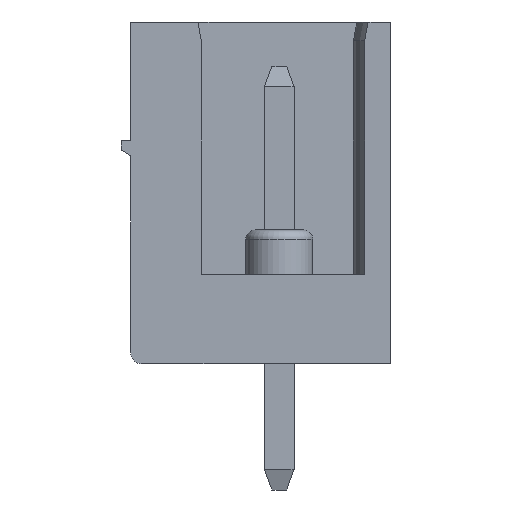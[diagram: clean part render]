
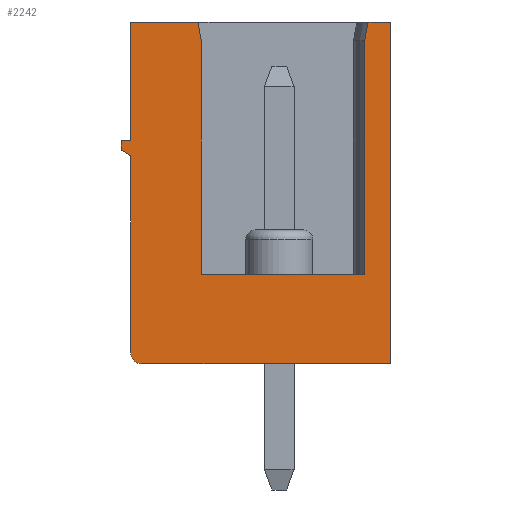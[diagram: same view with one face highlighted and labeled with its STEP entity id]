
A CAD part, left-side view. The second image highlights one B-rep face of the part: STEP entity #2242.
In plain terms, the highlighted planar face has unit normal (-1, 0, 0).
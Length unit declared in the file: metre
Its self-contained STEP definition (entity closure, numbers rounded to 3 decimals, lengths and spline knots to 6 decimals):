
#2242=ADVANCED_FACE('',(#4531),#4532,.F.);
#4531=FACE_OUTER_BOUND('',#6811,.T.);
#4532=PLANE('',#6812);
#6811=EDGE_LOOP('',(#13536,#13537,#13538,#13539,#13540,#13541,#13542,#13543,#13544,#13545,#13546,#13547,#13548,#13549,#13550));
#6812=AXIS2_PLACEMENT_3D('',#13551,#13552,#13553);
#13536=ORIENTED_EDGE('',*,*,#13592,.T.);
#13537=ORIENTED_EDGE('',*,*,#13923,.F.);
#13538=ORIENTED_EDGE('',*,*,#13839,.F.);
#13539=ORIENTED_EDGE('',*,*,#13635,.F.);
#13540=ORIENTED_EDGE('',*,*,#16179,.T.);
#13541=ORIENTED_EDGE('',*,*,#16124,.T.);
#13542=ORIENTED_EDGE('',*,*,#16098,.F.);
#13543=ORIENTED_EDGE('',*,*,#16061,.T.);
#13544=ORIENTED_EDGE('',*,*,#16158,.F.);
#13545=ORIENTED_EDGE('',*,*,#13624,.F.);
#13546=ORIENTED_EDGE('',*,*,#13572,.F.);
#13547=ORIENTED_EDGE('',*,*,#13576,.F.);
#13548=ORIENTED_EDGE('',*,*,#13580,.F.);
#13549=ORIENTED_EDGE('',*,*,#13584,.F.);
#13550=ORIENTED_EDGE('',*,*,#13588,.F.);
#13551=CARTESIAN_POINT('',(-1.086627,0.01086,0.000933));
#13552=DIRECTION('',(1.0,0.0,0.0));
#13553=DIRECTION('',(0.0,1.0,-0.0));
#13572=EDGE_CURVE('',#16213,#16209,#16215,.T.);
#13576=EDGE_CURVE('',#16219,#16213,#16221,.T.);
#13580=EDGE_CURVE('',#16225,#16219,#16227,.T.);
#13584=EDGE_CURVE('',#16231,#16225,#16233,.T.);
#13588=EDGE_CURVE('',#16237,#16231,#16239,.T.);
#13592=EDGE_CURVE('',#16237,#16243,#16245,.F.);
#13624=EDGE_CURVE('',#16209,#16307,#16308,.T.);
#13635=EDGE_CURVE('',#16326,#16276,#16328,.T.);
#13839=EDGE_CURVE('',#16276,#16734,#16735,.T.);
#13923=EDGE_CURVE('',#16734,#16243,#16878,.T.);
#16061=EDGE_CURVE('',#19859,#19860,#19861,.T.);
#16098=EDGE_CURVE('',#19859,#19911,#19912,.T.);
#16124=EDGE_CURVE('',#19948,#19911,#19949,.T.);
#16158=EDGE_CURVE('',#16307,#19860,#19992,.T.);
#16179=EDGE_CURVE('',#16326,#19948,#20014,.T.);
#16209=VERTEX_POINT('',#20055);
#16213=VERTEX_POINT('',#20061);
#16215=LINE('',#20064,#20065);
#16219=VERTEX_POINT('',#20070);
#16221=LINE('',#20073,#20074);
#16225=VERTEX_POINT('',#20079);
#16227=LINE('',#20082,#20083);
#16231=VERTEX_POINT('',#20088);
#16233=LINE('',#20091,#20092);
#16237=VERTEX_POINT('',#20097);
#16239=LINE('',#20100,#20101);
#16243=VERTEX_POINT('',#20105);
#16245=CIRCLE('',#20108,0.0003);
#16276=VERTEX_POINT('',#20152);
#16307=VERTEX_POINT('',#20198);
#16308=LINE('',#20199,#20200);
#16326=VERTEX_POINT('',#20226);
#16328=LINE('',#20229,#20230);
#16734=VERTEX_POINT('',#20821);
#16735=LINE('',#20822,#20823);
#16878=LINE('',#21046,#21047);
#19859=VERTEX_POINT('',#25464);
#19860=VERTEX_POINT('',#25465);
#19861=LINE('',#25466,#25467);
#19911=VERTEX_POINT('',#25541);
#19912=LINE('',#25542,#25543);
#19948=VERTEX_POINT('',#25596);
#19949=LINE('',#25597,#25598);
#19992=LINE('',#25662,#25663);
#20014=LINE('',#25692,#25693);
#20055=CARTESIAN_POINT('',(-1.086627,0.01086,0.000933));
#20061=CARTESIAN_POINT('',(-1.086627,0.01086,-0.002267));
#20064=CARTESIAN_POINT('',(-1.086627,0.01086,0.000933));
#20065=VECTOR('',#25712,1.0);
#20070=CARTESIAN_POINT('',(-1.086627,0.01111,-0.002267));
#20073=CARTESIAN_POINT('',(-1.086627,0.01086,-0.002267));
#20074=VECTOR('',#25715,1.0);
#20079=CARTESIAN_POINT('',(-1.086627,0.01111,-0.002517));
#20082=CARTESIAN_POINT('',(-1.086627,0.01111,-0.002267));
#20083=VECTOR('',#25718,1.0);
#20088=CARTESIAN_POINT('',(-1.086627,0.01086,-0.002667));
#20091=CARTESIAN_POINT('',(-1.086627,0.01111,-0.002517));
#20092=VECTOR('',#25721,1.0);
#20097=CARTESIAN_POINT('',(-1.086627,0.01086,-0.007967));
#20100=CARTESIAN_POINT('',(-1.086627,0.01086,-0.002667));
#20101=VECTOR('',#25724,1.0);
#20105=CARTESIAN_POINT('',(-1.086627,0.01056,-0.008267));
#20108=AXIS2_PLACEMENT_3D('',#25729,#25730,#25731);
#20152=CARTESIAN_POINT('',(-1.086627,0.00386,0.000933));
#20198=CARTESIAN_POINT('',(-1.086627,0.009048,0.000933));
#20199=CARTESIAN_POINT('',(-1.086627,0.00386,0.000933));
#20200=VECTOR('',#25766,1.0);
#20226=CARTESIAN_POINT('',(-1.086627,0.004471,0.000933));
#20229=CARTESIAN_POINT('',(-1.086627,0.00386,0.000933));
#20230=VECTOR('',#25779,1.0);
#20821=CARTESIAN_POINT('',(-1.086627,0.00386,-0.008267));
#20822=CARTESIAN_POINT('',(-1.086627,0.00386,-0.008267));
#20823=VECTOR('',#26016,1.0);
#21046=CARTESIAN_POINT('',(-1.086627,0.01056,-0.008267));
#21047=VECTOR('',#26103,1.0);
#25464=CARTESIAN_POINT('',(-1.086627,0.00896,-0.005867));
#25465=CARTESIAN_POINT('',(-1.086627,0.00896,0.000433));
#25466=CARTESIAN_POINT('',(-1.086627,0.00896,-0.005567));
#25467=VECTOR('',#27660,1.0);
#25541=CARTESIAN_POINT('',(-1.086627,0.00456,-0.005867));
#25542=CARTESIAN_POINT('',(-1.086627,0.00386,-0.005867));
#25543=VECTOR('',#27688,1.0);
#25596=CARTESIAN_POINT('',(-1.086627,0.00456,0.000433));
#25597=CARTESIAN_POINT('',(-1.086627,0.00456,-0.005567));
#25598=VECTOR('',#27712,1.0);
#25662=CARTESIAN_POINT('',(-1.086627,0.009048,0.000933));
#25663=VECTOR('',#27734,1.0);
#25692=CARTESIAN_POINT('',(-1.086627,0.005565,-0.005267));
#25693=VECTOR('',#27745,1.0);
#25712=DIRECTION('',(0.0,0.,1.0));
#25715=DIRECTION('',(0.0,-1.0,0.));
#25718=DIRECTION('',(0.0,0.,1.0));
#25721=DIRECTION('',(0.0,0.857,0.514));
#25724=DIRECTION('',(0.0,0.,1.0));
#25729=CARTESIAN_POINT('',(-1.086627,0.01056,-0.007967));
#25730=DIRECTION('',(1.0,0.0,0.0));
#25731=DIRECTION('',(0.0,0.0,-1.0));
#25766=DIRECTION('',(0.0,-1.0,0.));
#25779=DIRECTION('',(0.0,-1.0,0.));
#26016=DIRECTION('',(0.0,0.,-1.0));
#26103=DIRECTION('',(0.0,1.0,0.));
#27660=DIRECTION('',(0.0,0.,1.0));
#27688=DIRECTION('',(0.0,-1.0,0.));
#27712=DIRECTION('',(0.0,0.,-1.0));
#27734=DIRECTION('',(0.0,-0.174,-0.985));
#27745=DIRECTION('',(0.0,0.174,-0.985));
